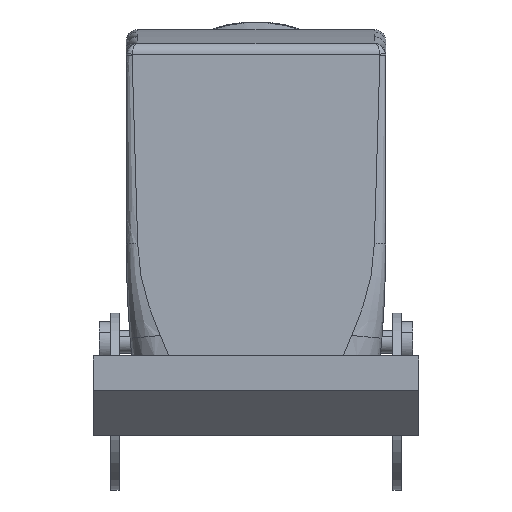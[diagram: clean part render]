
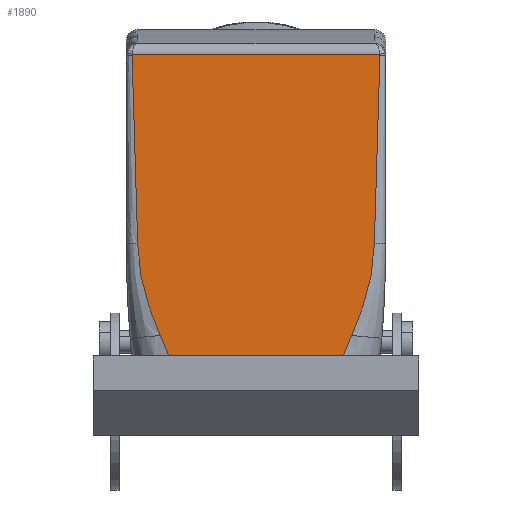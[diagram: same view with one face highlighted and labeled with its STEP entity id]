
A CAD part, front view. The second image highlights one B-rep face of the part: STEP entity #1890.
In plain terms, the highlighted planar face has unit normal (0, -1, 0.013).
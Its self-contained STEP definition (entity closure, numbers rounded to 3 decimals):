
#1781=AXIS2_PLACEMENT_3D('Plane Axis2P3D',#1778,#1779,#1780) ;
#428=CARTESIAN_POINT('Vertex',(14.727,18.1,19.8)) ;
#497=CARTESIAN_POINT('Vertex',(42.273,18.1,19.8)) ;
#500=CARTESIAN_POINT('Line Origine',(28.5,18.1,19.8)) ;
#1080=CARTESIAN_POINT('Control Point',(11.733,18.195,27.086)) ;
#1081=CARTESIAN_POINT('Control Point',(12.039,18.186,26.36)) ;
#1082=CARTESIAN_POINT('Control Point',(12.347,18.176,25.634)) ;
#1083=CARTESIAN_POINT('Control Point',(12.655,18.167,24.906)) ;
#1084=CARTESIAN_POINT('Control Point',(13.264,18.148,23.449)) ;
#1085=CARTESIAN_POINT('Control Point',(13.859,18.129,21.991)) ;
#1086=CARTESIAN_POINT('Control Point',(14.151,18.119,21.262)) ;
#1087=CARTESIAN_POINT('Control Point',(14.44,18.11,20.531)) ;
#1088=CARTESIAN_POINT('Control Point',(14.727,18.1,19.8)) ;
#1089=CARTESIAN_POINT('Vertex',(11.733,18.195,27.086)) ;
#1757=CARTESIAN_POINT('Vertex',(45.267,18.195,27.086)) ;
#1761=CARTESIAN_POINT('Control Point',(45.267,18.195,27.086)) ;
#1762=CARTESIAN_POINT('Control Point',(44.961,18.186,26.36)) ;
#1763=CARTESIAN_POINT('Control Point',(44.653,18.176,25.634)) ;
#1764=CARTESIAN_POINT('Control Point',(44.345,18.167,24.906)) ;
#1765=CARTESIAN_POINT('Control Point',(43.736,18.148,23.449)) ;
#1766=CARTESIAN_POINT('Control Point',(43.141,18.129,21.991)) ;
#1767=CARTESIAN_POINT('Control Point',(42.849,18.119,21.262)) ;
#1768=CARTESIAN_POINT('Control Point',(42.56,18.11,20.531)) ;
#1769=CARTESIAN_POINT('Control Point',(42.273,18.1,19.8)) ;
#1778=CARTESIAN_POINT('Axis2P3D Location',(28.5,19.146,99.715)) ;
#1784=CARTESIAN_POINT('Control Point',(6.771,18.839,76.265)) ;
#1785=CARTESIAN_POINT('Control Point',(6.778,18.831,75.61)) ;
#1786=CARTESIAN_POINT('Control Point',(6.787,18.822,74.957)) ;
#1787=CARTESIAN_POINT('Control Point',(6.796,18.814,74.305)) ;
#1788=CARTESIAN_POINT('Control Point',(6.815,18.796,72.967)) ;
#1789=CARTESIAN_POINT('Control Point',(6.838,18.778,71.622)) ;
#1790=CARTESIAN_POINT('Control Point',(6.847,18.771,71.09)) ;
#1791=CARTESIAN_POINT('Control Point',(6.932,18.712,66.521)) ;
#1792=CARTESIAN_POINT('Control Point',(7.049,18.652,61.952)) ;
#1793=CARTESIAN_POINT('Control Point',(7.168,18.601,58.075)) ;
#1794=CARTESIAN_POINT('Control Point',(7.339,18.532,52.766)) ;
#1795=CARTESIAN_POINT('Control Point',(7.55,18.462,47.459)) ;
#1796=CARTESIAN_POINT('Control Point',(7.61,18.443,46.027)) ;
#1797=CARTESIAN_POINT('Control Point',(7.676,18.425,44.596)) ;
#1798=CARTESIAN_POINT('Control Point',(7.749,18.406,43.165)) ;
#1799=CARTESIAN_POINT('Vertex',(7.749,18.406,43.165)) ;
#1801=CARTESIAN_POINT('Vertex',(6.771,18.839,76.265)) ;
#1805=CARTESIAN_POINT('Control Point',(7.749,18.406,43.165)) ;
#1806=CARTESIAN_POINT('Control Point',(7.81,18.39,41.965)) ;
#1807=CARTESIAN_POINT('Control Point',(7.887,18.374,40.767)) ;
#1808=CARTESIAN_POINT('Control Point',(8.002,18.359,39.585)) ;
#1809=CARTESIAN_POINT('Control Point',(8.339,18.328,37.223)) ;
#1810=CARTESIAN_POINT('Control Point',(8.885,18.298,34.896)) ;
#1811=CARTESIAN_POINT('Control Point',(9.207,18.283,33.754)) ;
#1812=CARTESIAN_POINT('Control Point',(9.864,18.256,31.719)) ;
#1813=CARTESIAN_POINT('Control Point',(10.63,18.23,29.721)) ;
#1814=CARTESIAN_POINT('Control Point',(10.988,18.218,28.838)) ;
#1815=CARTESIAN_POINT('Control Point',(11.357,18.207,27.96)) ;
#1816=CARTESIAN_POINT('Control Point',(11.733,18.195,27.086)) ;
#1819=CARTESIAN_POINT('Control Point',(49.251,18.406,43.165)) ;
#1820=CARTESIAN_POINT('Control Point',(49.19,18.39,41.965)) ;
#1821=CARTESIAN_POINT('Control Point',(49.113,18.374,40.767)) ;
#1822=CARTESIAN_POINT('Control Point',(48.998,18.359,39.585)) ;
#1823=CARTESIAN_POINT('Control Point',(48.661,18.328,37.223)) ;
#1824=CARTESIAN_POINT('Control Point',(48.115,18.298,34.896)) ;
#1825=CARTESIAN_POINT('Control Point',(47.793,18.283,33.754)) ;
#1826=CARTESIAN_POINT('Control Point',(47.136,18.256,31.719)) ;
#1827=CARTESIAN_POINT('Control Point',(46.37,18.23,29.721)) ;
#1828=CARTESIAN_POINT('Control Point',(46.012,18.218,28.838)) ;
#1829=CARTESIAN_POINT('Control Point',(45.643,18.207,27.96)) ;
#1830=CARTESIAN_POINT('Control Point',(45.267,18.195,27.086)) ;
#1831=CARTESIAN_POINT('Vertex',(49.251,18.406,43.165)) ;
#1835=CARTESIAN_POINT('Control Point',(50.229,18.839,76.265)) ;
#1836=CARTESIAN_POINT('Control Point',(50.222,18.831,75.61)) ;
#1837=CARTESIAN_POINT('Control Point',(50.213,18.822,74.957)) ;
#1838=CARTESIAN_POINT('Control Point',(50.204,18.814,74.305)) ;
#1839=CARTESIAN_POINT('Control Point',(50.185,18.796,72.967)) ;
#1840=CARTESIAN_POINT('Control Point',(50.162,18.778,71.622)) ;
#1841=CARTESIAN_POINT('Control Point',(50.153,18.771,71.09)) ;
#1842=CARTESIAN_POINT('Control Point',(50.068,18.712,66.521)) ;
#1843=CARTESIAN_POINT('Control Point',(49.951,18.652,61.952)) ;
#1844=CARTESIAN_POINT('Control Point',(49.832,18.601,58.075)) ;
#1845=CARTESIAN_POINT('Control Point',(49.661,18.532,52.766)) ;
#1846=CARTESIAN_POINT('Control Point',(49.45,18.462,47.459)) ;
#1847=CARTESIAN_POINT('Control Point',(49.39,18.443,46.027)) ;
#1848=CARTESIAN_POINT('Control Point',(49.324,18.425,44.596)) ;
#1849=CARTESIAN_POINT('Control Point',(49.251,18.406,43.165)) ;
#1850=CARTESIAN_POINT('Vertex',(50.229,18.839,76.265)) ;
#1854=CARTESIAN_POINT('Control Point',(50.22,18.841,76.405)) ;
#1855=CARTESIAN_POINT('Control Point',(50.224,18.841,76.377)) ;
#1856=CARTESIAN_POINT('Control Point',(50.227,18.84,76.349)) ;
#1857=CARTESIAN_POINT('Control Point',(50.229,18.84,76.321)) ;
#1858=CARTESIAN_POINT('Control Point',(50.229,18.84,76.293)) ;
#1859=CARTESIAN_POINT('Control Point',(50.229,18.839,76.265)) ;
#1860=CARTESIAN_POINT('Vertex',(50.22,18.841,76.405)) ;
#1863=CARTESIAN_POINT('Line Origine',(28.5,18.841,76.405)) ;
#1867=CARTESIAN_POINT('Vertex',(6.78,18.841,76.405)) ;
#1871=CARTESIAN_POINT('Control Point',(6.78,18.841,76.405)) ;
#1872=CARTESIAN_POINT('Control Point',(6.776,18.841,76.377)) ;
#1873=CARTESIAN_POINT('Control Point',(6.773,18.84,76.349)) ;
#1874=CARTESIAN_POINT('Control Point',(6.771,18.84,76.321)) ;
#1875=CARTESIAN_POINT('Control Point',(6.771,18.84,76.293)) ;
#1876=CARTESIAN_POINT('Control Point',(6.771,18.839,76.265)) ;
#501=DIRECTION('Vector Direction',(-1.,0.,0.)) ;
#1779=DIRECTION('Axis2P3D Direction',(0.,-1.,0.013)) ;
#1780=DIRECTION('Axis2P3D XDirection',(-1.,0.,0.)) ;
#1864=DIRECTION('Vector Direction',(-1.,0.,0.)) ;
#502=VECTOR('Line Direction',#501,1.) ;
#1865=VECTOR('Line Direction',#1864,1.) ;
#1879=ORIENTED_EDGE('',*,*,#1803,.F.) ;
#1880=ORIENTED_EDGE('',*,*,#1817,.F.) ;
#1881=ORIENTED_EDGE('',*,*,#1091,.F.) ;
#1882=ORIENTED_EDGE('',*,*,#504,.T.) ;
#1883=ORIENTED_EDGE('',*,*,#1770,.T.) ;
#1884=ORIENTED_EDGE('',*,*,#1833,.T.) ;
#1885=ORIENTED_EDGE('',*,*,#1852,.T.) ;
#1886=ORIENTED_EDGE('',*,*,#1862,.T.) ;
#1887=ORIENTED_EDGE('',*,*,#1869,.F.) ;
#1888=ORIENTED_EDGE('',*,*,#1877,.F.) ;
#1890=ADVANCED_FACE('Hood',(#1889),#1782,.T.) ;
#1079=B_SPLINE_CURVE_WITH_KNOTS('',5,(#1080,#1081,#1082,#1083,#1084,#1085,#1086,#1087,#1088),.UNSPECIFIED.,.F.,.U.,(6,3,6),(110.431,114.292,118.152),.UNSPECIFIED.) ;
#1760=B_SPLINE_CURVE_WITH_KNOTS('',5,(#1761,#1762,#1763,#1764,#1765,#1766,#1767,#1768,#1769),.UNSPECIFIED.,.F.,.U.,(6,3,6),(110.431,114.292,118.152),.UNSPECIFIED.) ;
#1783=B_SPLINE_CURVE_WITH_KNOTS('',5,(#1784,#1785,#1786,#1787,#1788,#1789,#1790,#1791,#1792,#1793,#1794,#1795,#1796,#1797,#1798),.UNSPECIFIED.,.F.,.U.,(6,3,3,3,6),(0.,4.661,9.548,36.943,47.063),.UNSPECIFIED.) ;
#1804=B_SPLINE_CURVE_WITH_KNOTS('',5,(#1805,#1806,#1807,#1808,#1809,#1810,#1811,#1812,#1813,#1814,#1815,#1816),.UNSPECIFIED.,.F.,.U.,(6,3,3,6),(0.,8.511,16.891,23.611),.UNSPECIFIED.) ;
#1818=B_SPLINE_CURVE_WITH_KNOTS('',5,(#1819,#1820,#1821,#1822,#1823,#1824,#1825,#1826,#1827,#1828,#1829,#1830),.UNSPECIFIED.,.F.,.U.,(6,3,3,6),(0.,8.511,16.891,23.611),.UNSPECIFIED.) ;
#1834=B_SPLINE_CURVE_WITH_KNOTS('',5,(#1835,#1836,#1837,#1838,#1839,#1840,#1841,#1842,#1843,#1844,#1845,#1846,#1847,#1848,#1849),.UNSPECIFIED.,.F.,.U.,(6,3,3,3,6),(0.,4.661,9.548,36.943,47.063),.UNSPECIFIED.) ;
#1853=B_SPLINE_CURVE_WITH_KNOTS('',5,(#1854,#1855,#1856,#1857,#1858,#1859),.UNSPECIFIED.,.F.,.U.,(6,6),(0.,0.199),.UNSPECIFIED.) ;
#1870=B_SPLINE_CURVE_WITH_KNOTS('',5,(#1871,#1872,#1873,#1874,#1875,#1876),.UNSPECIFIED.,.F.,.U.,(6,6),(0.,0.199),.UNSPECIFIED.) ;
#504=EDGE_CURVE('',#429,#498,#503,.F.) ;
#1091=EDGE_CURVE('',#429,#1090,#1079,.F.) ;
#1770=EDGE_CURVE('',#498,#1758,#1760,.F.) ;
#1803=EDGE_CURVE('',#1800,#1802,#1783,.F.) ;
#1817=EDGE_CURVE('',#1090,#1800,#1804,.F.) ;
#1833=EDGE_CURVE('',#1758,#1832,#1818,.F.) ;
#1852=EDGE_CURVE('',#1832,#1851,#1834,.F.) ;
#1862=EDGE_CURVE('',#1851,#1861,#1853,.F.) ;
#1869=EDGE_CURVE('',#1868,#1861,#1866,.F.) ;
#1877=EDGE_CURVE('',#1802,#1868,#1870,.F.) ;
#1878=EDGE_LOOP('',(#1879,#1880,#1881,#1882,#1883,#1884,#1885,#1886,#1887,#1888)) ;
#1889=FACE_OUTER_BOUND('',#1878,.T.) ;
#503=LINE('Line',#500,#502) ;
#1866=LINE('Line',#1863,#1865) ;
#1782=PLANE('',#1781) ;
#429=VERTEX_POINT('',#428) ;
#498=VERTEX_POINT('',#497) ;
#1090=VERTEX_POINT('',#1089) ;
#1758=VERTEX_POINT('',#1757) ;
#1800=VERTEX_POINT('',#1799) ;
#1802=VERTEX_POINT('',#1801) ;
#1832=VERTEX_POINT('',#1831) ;
#1851=VERTEX_POINT('',#1850) ;
#1861=VERTEX_POINT('',#1860) ;
#1868=VERTEX_POINT('',#1867) ;
